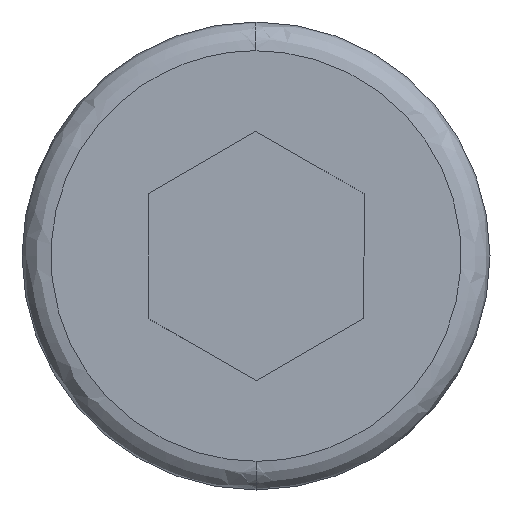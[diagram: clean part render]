
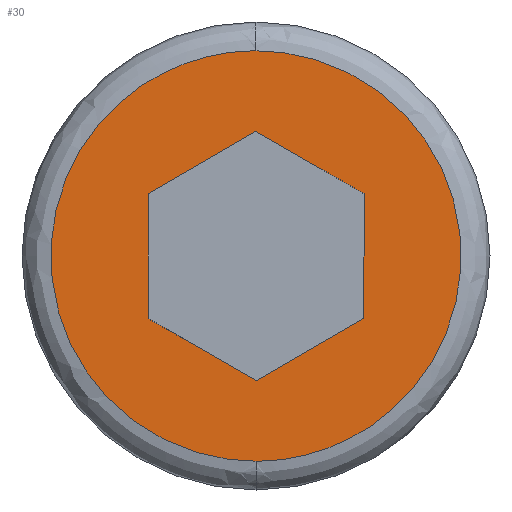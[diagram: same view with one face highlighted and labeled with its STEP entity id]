
A CAD part, left-side view. The second image highlights one B-rep face of the part: STEP entity #30.
In plain terms, the highlighted planar face has unit normal (-1, 0, 0).
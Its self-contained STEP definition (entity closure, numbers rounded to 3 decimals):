
#15 = ORIENTED_EDGE ( 'NONE', *, *, #67, .T. ) ;
#25 = CARTESIAN_POINT ( 'NONE',  ( -8., -3., -1.732 ) ) ;
#30 = ADVANCED_FACE ( 'NONE', ( #401, #505 ), #223, .T. ) ;
#41 = CARTESIAN_POINT ( 'NONE',  ( -8., 3., -1.732 ) ) ;
#43 = VERTEX_POINT ( 'NONE', #302 ) ;
#57 = LINE ( 'NONE', #508, #263 ) ;
#60 = EDGE_CURVE ( 'NONE', #117, #167, #405, .T. ) ;
#67 = EDGE_CURVE ( 'NONE', #188, #506, #296, .T. ) ;
#78 = EDGE_CURVE ( 'NONE', #167, #117, #497, .T. ) ;
#87 = VECTOR ( 'NONE', #462, 1000. ) ;
#111 = CARTESIAN_POINT ( 'NONE',  ( -8., 0., -5.7 ) ) ;
#117 = VERTEX_POINT ( 'NONE', #111 ) ;
#161 = CARTESIAN_POINT ( 'NONE',  ( -8., -3., 1.732 ) ) ;
#167 = VERTEX_POINT ( 'NONE', #243 ) ;
#172 = VECTOR ( 'NONE', #244, 1000. ) ;
#178 = CARTESIAN_POINT ( 'NONE',  ( -8., 3., 1.732 ) ) ;
#179 = VECTOR ( 'NONE', #338, 1000. ) ;
#188 = VERTEX_POINT ( 'NONE', #204 ) ;
#191 = EDGE_CURVE ( 'NONE', #197, #43, #344, .T. ) ;
#197 = VERTEX_POINT ( 'NONE', #41 ) ;
#198 = EDGE_CURVE ( 'NONE', #506, #197, #232, .T. ) ;
#204 = CARTESIAN_POINT ( 'NONE',  ( -8., -3., -1.732 ) ) ;
#207 = VECTOR ( 'NONE', #349, 1000. ) ;
#210 = EDGE_LOOP ( 'NONE', ( #15, #395, #239, #418, #433, #353 ) ) ;
#220 = EDGE_CURVE ( 'NONE', #352, #502, #278, .T. ) ;
#221 = CARTESIAN_POINT ( 'NONE',  ( -8., 0., -3.464 ) ) ;
#223 = PLANE ( 'NONE',  #304 ) ;
#225 = EDGE_CURVE ( 'NONE', #502, #188, #57, .T. ) ;
#226 = CARTESIAN_POINT ( 'NONE',  ( -8., 11.4, 5.7 ) ) ;
#227 = CARTESIAN_POINT ( 'NONE',  ( -8., 0., 3.464 ) ) ;
#232 = LINE ( 'NONE', #514, #179 ) ;
#234 = CARTESIAN_POINT ( 'NONE',  ( -8., 0., 5.7 ) ) ;
#239 = ORIENTED_EDGE ( 'NONE', *, *, #191, .T. ) ;
#243 = CARTESIAN_POINT ( 'NONE',  ( -8., 0., 5.7 ) ) ;
#244 = DIRECTION ( 'NONE',  ( 0., 0., 1. ) ) ;
#263 = VECTOR ( 'NONE', #373, 1000. ) ;
#277 = EDGE_CURVE ( 'NONE', #43, #352, #329, .T. ) ;
#278 = LINE ( 'NONE', #288, #87 ) ;
#284 = CARTESIAN_POINT ( 'NONE',  ( -8., 3., 0. ) ) ;
#288 = CARTESIAN_POINT ( 'NONE',  ( -8., 0., 3.464 ) ) ;
#296 = LINE ( 'NONE', #25, #495 ) ;
#297 = EDGE_LOOP ( 'NONE', ( #454, #417 ) ) ;
#302 = CARTESIAN_POINT ( 'NONE',  ( -8., 3., 1.732 ) ) ;
#304 = AXIS2_PLACEMENT_3D ( 'NONE', #390, #529, #394 ) ;
#309 = CARTESIAN_POINT ( 'NONE',  ( -8., -11.4, -5.7 ) ) ;
#315 = CARTESIAN_POINT ( 'NONE',  ( -8., -11.4, 5.7 ) ) ;
#329 = LINE ( 'NONE', #178, #207 ) ;
#338 = DIRECTION ( 'NONE',  ( 0., 0.866, 0.5 ) ) ;
#344 = LINE ( 'NONE', #284, #172 ) ;
#348 = CARTESIAN_POINT ( 'NONE',  ( -8., 11.4, -5.7 ) ) ;
#349 = DIRECTION ( 'NONE',  ( 0., -0.866, 0.5 ) ) ;
#352 = VERTEX_POINT ( 'NONE', #227 ) ;
#353 = ORIENTED_EDGE ( 'NONE', *, *, #225, .T. ) ;
#364 = DIRECTION ( 'NONE',  ( 0., 0.866, -0.5 ) ) ;
#373 = DIRECTION ( 'NONE',  ( 0., 0., -1. ) ) ;
#390 = CARTESIAN_POINT ( 'NONE',  ( -8., 4.982, 0. ) ) ;
#394 = DIRECTION ( 'NONE',  ( 0., 0., 1. ) ) ;
#395 = ORIENTED_EDGE ( 'NONE', *, *, #198, .T. ) ;
#397 = CARTESIAN_POINT ( 'NONE',  ( -8., 0., 5.7 ) ) ;
#401 = FACE_BOUND ( 'NONE', #210, .T. ) ;
#405 =( BOUNDED_CURVE ( )  B_SPLINE_CURVE ( 3, ( #438, #348, #226, #397 ),
 .UNSPECIFIED., .F., .F. ) 
 B_SPLINE_CURVE_WITH_KNOTS ( ( 4, 4 ),
 ( 0.25, 0.75 ),
 .UNSPECIFIED. ) 
 CURVE ( )  GEOMETRIC_REPRESENTATION_ITEM ( )  RATIONAL_B_SPLINE_CURVE ( ( 1., 0.333, 0.333, 1. ) ) 
 REPRESENTATION_ITEM ( '' )  );
#417 = ORIENTED_EDGE ( 'NONE', *, *, #78, .F. ) ;
#418 = ORIENTED_EDGE ( 'NONE', *, *, #277, .T. ) ;
#433 = ORIENTED_EDGE ( 'NONE', *, *, #220, .T. ) ;
#438 = CARTESIAN_POINT ( 'NONE',  ( -8., 0., -5.7 ) ) ;
#450 = CARTESIAN_POINT ( 'NONE',  ( -8., 0., -5.7 ) ) ;
#454 = ORIENTED_EDGE ( 'NONE', *, *, #60, .F. ) ;
#462 = DIRECTION ( 'NONE',  ( 0., -0.866, -0.5 ) ) ;
#495 = VECTOR ( 'NONE', #364, 1000. ) ;
#497 =( BOUNDED_CURVE ( )  B_SPLINE_CURVE ( 3, ( #234, #315, #309, #450 ),
 .UNSPECIFIED., .F., .F. ) 
 B_SPLINE_CURVE_WITH_KNOTS ( ( 4, 4 ),
 ( 0.75, 1.25 ),
 .UNSPECIFIED. ) 
 CURVE ( )  GEOMETRIC_REPRESENTATION_ITEM ( )  RATIONAL_B_SPLINE_CURVE ( ( 1., 0.333, 0.333, 1. ) ) 
 REPRESENTATION_ITEM ( '' )  );
#502 = VERTEX_POINT ( 'NONE', #161 ) ;
#505 = FACE_OUTER_BOUND ( 'NONE', #297, .T. ) ;
#506 = VERTEX_POINT ( 'NONE', #221 ) ;
#508 = CARTESIAN_POINT ( 'NONE',  ( -8., -3., 0. ) ) ;
#514 = CARTESIAN_POINT ( 'NONE',  ( -8., 0., -3.464 ) ) ;
#529 = DIRECTION ( 'NONE',  ( -1., 0., 0. ) ) ;
